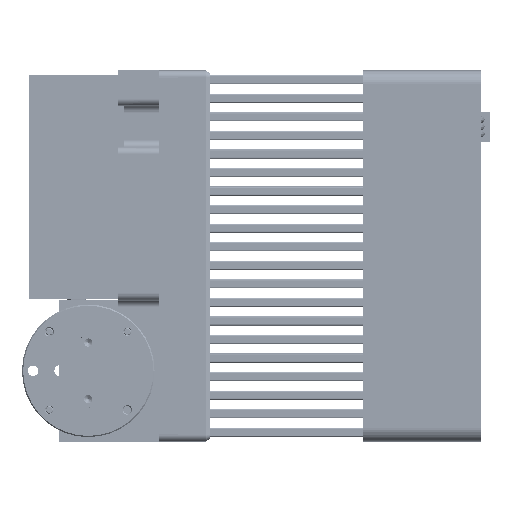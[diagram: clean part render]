
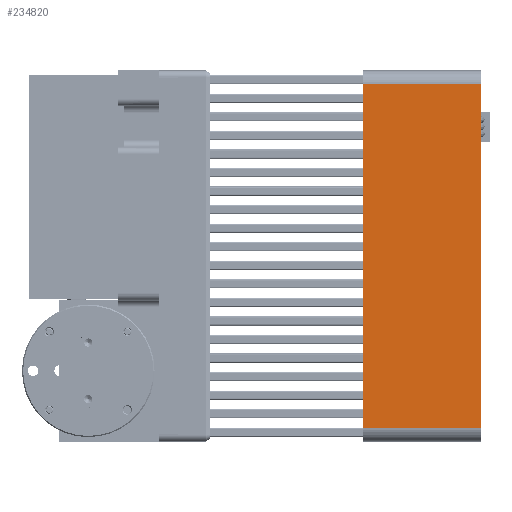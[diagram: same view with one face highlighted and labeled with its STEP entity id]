
A CAD part, left-side view. The second image highlights one B-rep face of the part: STEP entity #234820.
In plain terms, the highlighted planar face has unit normal (-1, 0, 0).
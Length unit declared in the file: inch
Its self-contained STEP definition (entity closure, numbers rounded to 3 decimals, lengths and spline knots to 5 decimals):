
#22952 = EDGE_CURVE ( 'NONE', #93764, #26217, #80936, .T. ) ;
#26217 = VERTEX_POINT ( 'NONE', #277048 ) ;
#39866 = LINE ( 'NONE', #136701, #164101 ) ;
#61857 = ORIENTED_EDGE ( 'NONE', *, *, #135236, .F. ) ;
#63049 = DIRECTION ( 'NONE',  ( 0., 0., -1. ) ) ;
#65633 = ORIENTED_EDGE ( 'NONE', *, *, #275248, .T. ) ;
#80936 = LINE ( 'NONE', #193282, #273712 ) ;
#90628 = CARTESIAN_POINT ( 'NONE',  ( -1.5748, -1.6548, 1.45669 ) ) ;
#93764 = VERTEX_POINT ( 'NONE', #107061 ) ;
#100970 = DIRECTION ( 'NONE',  ( 0., -1., 0. ) ) ;
#102553 = ORIENTED_EDGE ( 'NONE', *, *, #22952, .T. ) ;
#107061 = CARTESIAN_POINT ( 'NONE',  ( -1.5748, -1.6548, -1.45669 ) ) ;
#124059 = ORIENTED_EDGE ( 'NONE', *, *, #235411, .T. ) ;
#129989 = DIRECTION ( 'NONE',  ( 1., 0., 0. ) ) ;
#132293 = CARTESIAN_POINT ( 'NONE',  ( -1.5748, -1.6548, 1.5748 ) ) ;
#135236 = EDGE_CURVE ( 'NONE', #279277, #26217, #289598, .T. ) ;
#136701 = CARTESIAN_POINT ( 'NONE',  ( -1.5748, -2.6548, 1.45669 ) ) ;
#152754 = CARTESIAN_POINT ( 'NONE',  ( -1.5748, -2.6548, 1.5748 ) ) ;
#157794 = VECTOR ( 'NONE', #241866, 39.37008 ) ;
#164101 = VECTOR ( 'NONE', #227500, 39.37008 ) ;
#186000 = LINE ( 'NONE', #132293, #231811 ) ;
#193282 = CARTESIAN_POINT ( 'NONE',  ( -1.5748, -2.6548, -1.45669 ) ) ;
#222339 = PLANE ( 'NONE',  #257220 ) ;
#223833 = FACE_OUTER_BOUND ( 'NONE', #231077, .T. ) ;
#225338 = DIRECTION ( 'NONE',  ( 0., 0., 1. ) ) ;
#227500 = DIRECTION ( 'NONE',  ( 0., 1., 0. ) ) ;
#231077 = EDGE_LOOP ( 'NONE', ( #61857, #65633, #124059, #102553 ) ) ;
#231811 = VECTOR ( 'NONE', #63049, 39.37008 ) ;
#233440 = VERTEX_POINT ( 'NONE', #90628 ) ;
#234820 = ADVANCED_FACE ( 'NONE', ( #223833 ), #222339, .F. ) ;
#235411 = EDGE_CURVE ( 'NONE', #233440, #93764, #186000, .T. ) ;
#241866 = DIRECTION ( 'NONE',  ( 0., 0., -1. ) ) ;
#257220 = AXIS2_PLACEMENT_3D ( 'NONE', #269866, #129989, #225338 ) ;
#269866 = CARTESIAN_POINT ( 'NONE',  ( -1.5748, -2.6548, 1.5748 ) ) ;
#273712 = VECTOR ( 'NONE', #100970, 39.37008 ) ;
#275248 = EDGE_CURVE ( 'NONE', #279277, #233440, #39866, .T. ) ;
#277048 = CARTESIAN_POINT ( 'NONE',  ( -1.5748, -2.6548, -1.45669 ) ) ;
#279277 = VERTEX_POINT ( 'NONE', #285060 ) ;
#285060 = CARTESIAN_POINT ( 'NONE',  ( -1.5748, -2.6548, 1.45669 ) ) ;
#289598 = LINE ( 'NONE', #152754, #157794 ) ;
